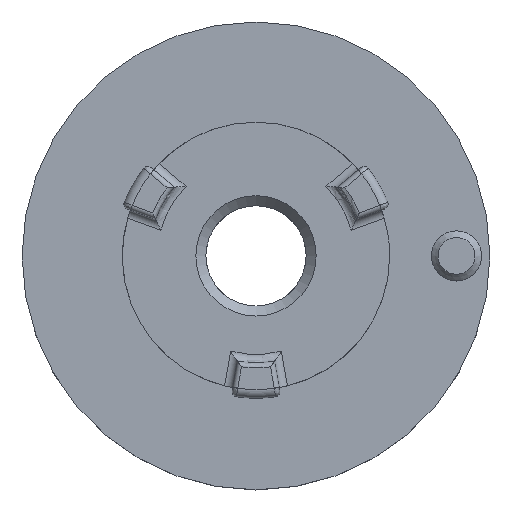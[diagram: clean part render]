
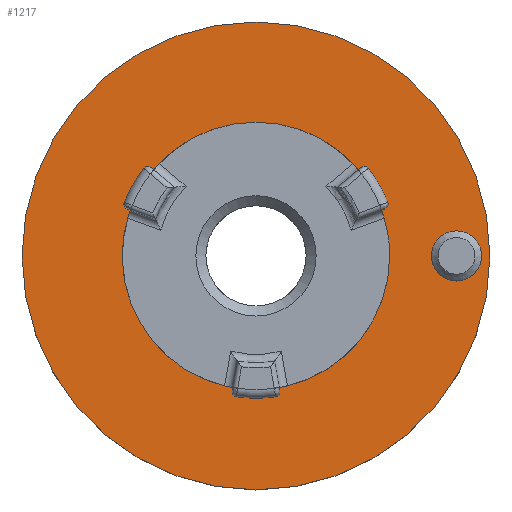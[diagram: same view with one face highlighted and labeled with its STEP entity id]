
A CAD part, top view. The second image highlights one B-rep face of the part: STEP entity #1217.
In plain terms, the highlighted planar face has unit normal (0, 0, 1).
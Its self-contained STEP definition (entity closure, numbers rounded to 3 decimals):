
#106=FACE_BOUND('',#302,.T.);
#107=FACE_BOUND('',#303,.T.);
#130=PLANE('',#1350);
#226=FACE_OUTER_BOUND('',#301,.T.);
#301=EDGE_LOOP('',(#1138));
#302=EDGE_LOOP('',(#1139));
#303=EDGE_LOOP('',(#1140));
#430=CIRCLE('',#1236,0.75);
#477=CIRCLE('',#1337,4.);
#481=CIRCLE('',#1349,7.);
#484=VERTEX_POINT('',#1661);
#589=VERTEX_POINT('',#3083);
#594=VERTEX_POINT('',#3143);
#599=EDGE_CURVE('',#484,#484,#430,.T.);
#765=EDGE_CURVE('',#589,#589,#477,.T.);
#775=EDGE_CURVE('',#594,#594,#481,.T.);
#1138=ORIENTED_EDGE('',*,*,#775,.F.);
#1139=ORIENTED_EDGE('',*,*,#599,.T.);
#1140=ORIENTED_EDGE('',*,*,#765,.T.);
#1217=ADVANCED_FACE('',(#226,#106,#107),#130,.T.);
#1236=AXIS2_PLACEMENT_3D('',#1663,#1363,#1364);
#1337=AXIS2_PLACEMENT_3D('',#3085,#1620,#1621);
#1349=AXIS2_PLACEMENT_3D('',#3144,#1648,#1649);
#1350=AXIS2_PLACEMENT_3D('',#3146,#1651,#1652);
#1363=DIRECTION('center_axis',(0.,0.,-1.));
#1364=DIRECTION('ref_axis',(-1.,0.,0.));
#1620=DIRECTION('center_axis',(0.,0.,-1.));
#1621=DIRECTION('ref_axis',(-1.,0.,0.));
#1648=DIRECTION('center_axis',(0.,0.,-1.));
#1649=DIRECTION('ref_axis',(-1.,0.,0.));
#1651=DIRECTION('center_axis',(0.,0.,1.));
#1652=DIRECTION('ref_axis',(1.,0.,0.));
#1661=CARTESIAN_POINT('',(6.75,0.,21.95));
#1663=CARTESIAN_POINT('Origin',(6.,0.,21.95));
#3083=CARTESIAN_POINT('',(4.,0.,21.95));
#3085=CARTESIAN_POINT('Origin',(0.,0.,21.95));
#3143=CARTESIAN_POINT('',(7.,0.,21.95));
#3144=CARTESIAN_POINT('Origin',(0.,0.,21.95));
#3146=CARTESIAN_POINT('Origin',(0.,0.,21.95));
